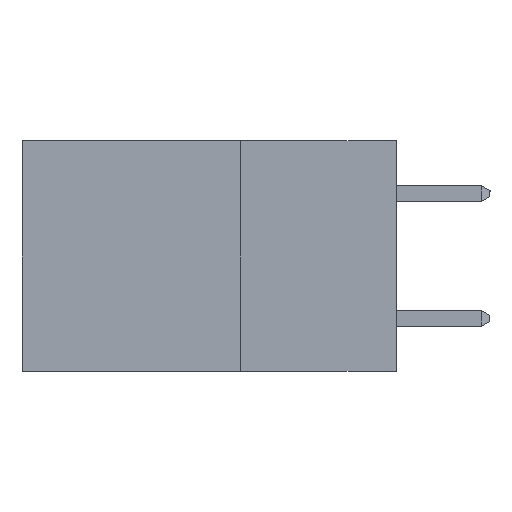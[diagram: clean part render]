
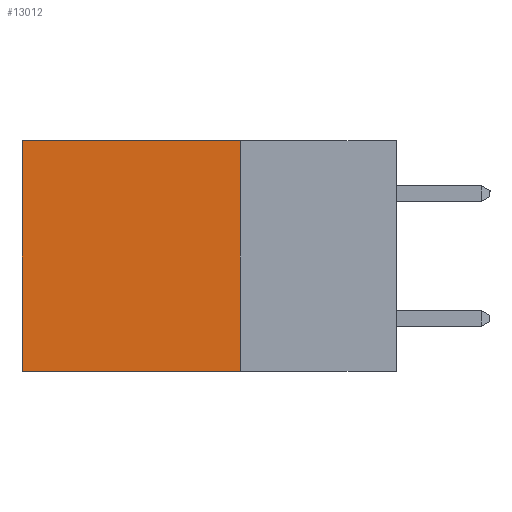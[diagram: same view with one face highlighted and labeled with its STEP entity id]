
A CAD part, left-side view. The second image highlights one B-rep face of the part: STEP entity #13012.
In plain terms, the highlighted planar face has unit normal (-1, 0, 0).
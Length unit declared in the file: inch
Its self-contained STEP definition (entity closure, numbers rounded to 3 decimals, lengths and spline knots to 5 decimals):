
#721 = ORIENTED_EDGE ( 'NONE', *, *, #20918, .F. ) ;
#884 = AXIS2_PLACEMENT_3D ( 'NONE', #13351, #13139, #19964 ) ;
#1489 = ORIENTED_EDGE ( 'NONE', *, *, #10488, .T. ) ;
#1913 = VERTEX_POINT ( 'NONE', #7866 ) ;
#2329 = DIRECTION ( 'NONE',  ( 0., 1., 0. ) ) ;
#3156 = CARTESIAN_POINT ( 'NONE',  ( 0.2615, 0.25, -0.37 ) ) ;
#4156 = EDGE_CURVE ( 'NONE', #12561, #1913, #14012, .T. ) ;
#4344 = ORIENTED_EDGE ( 'NONE', *, *, #4156, .T. ) ;
#5006 = DIRECTION ( 'NONE',  ( 0., 0., -1. ) ) ;
#5241 = LINE ( 'NONE', #18563, #6722 ) ;
#5711 = VERTEX_POINT ( 'NONE', #12644 ) ;
#6722 = VECTOR ( 'NONE', #20398, 39.37008 ) ;
#7229 = CARTESIAN_POINT ( 'NONE',  ( 0.2615, 0.25, -0.37 ) ) ;
#7866 = CARTESIAN_POINT ( 'NONE',  ( 0.2615, 0.6, 0. ) ) ;
#8051 = LINE ( 'NONE', #3156, #11625 ) ;
#8848 = LINE ( 'NONE', #7229, #8871 ) ;
#8871 = VECTOR ( 'NONE', #2329, 39.37008 ) ;
#9242 = CARTESIAN_POINT ( 'NONE',  ( 0.2615, 0.25, 0. ) ) ;
#9881 = PLANE ( 'NONE',  #884 ) ;
#10488 = EDGE_CURVE ( 'NONE', #1913, #17766, #5241, .T. ) ;
#10967 = EDGE_LOOP ( 'NONE', ( #1489, #721, #11974, #4344 ) ) ;
#11081 = DIRECTION ( 'NONE',  ( 0., 1., 0. ) ) ;
#11625 = VECTOR ( 'NONE', #5006, 39.37008 ) ;
#11974 = ORIENTED_EDGE ( 'NONE', *, *, #20318, .F. ) ;
#12561 = VERTEX_POINT ( 'NONE', #16631 ) ;
#12644 = CARTESIAN_POINT ( 'NONE',  ( 0.2615, 0.25, -0.37 ) ) ;
#13012 = ADVANCED_FACE ( 'NONE', ( #14769 ), #9881, .F. ) ;
#13139 = DIRECTION ( 'NONE',  ( 1., 0., 0. ) ) ;
#13351 = CARTESIAN_POINT ( 'NONE',  ( 0.2615, 0.25, -0.37 ) ) ;
#14012 = LINE ( 'NONE', #9242, #15418 ) ;
#14769 = FACE_OUTER_BOUND ( 'NONE', #10967, .T. ) ;
#15418 = VECTOR ( 'NONE', #11081, 39.37008 ) ;
#16631 = CARTESIAN_POINT ( 'NONE',  ( 0.2615, 0.25, 0. ) ) ;
#17766 = VERTEX_POINT ( 'NONE', #18720 ) ;
#18563 = CARTESIAN_POINT ( 'NONE',  ( 0.2615, 0.6, -0.37 ) ) ;
#18720 = CARTESIAN_POINT ( 'NONE',  ( 0.2615, 0.6, -0.37 ) ) ;
#19964 = DIRECTION ( 'NONE',  ( 0., 0., -1. ) ) ;
#20318 = EDGE_CURVE ( 'NONE', #12561, #5711, #8051, .T. ) ;
#20398 = DIRECTION ( 'NONE',  ( 0., 0., -1. ) ) ;
#20918 = EDGE_CURVE ( 'NONE', #5711, #17766, #8848, .T. ) ;
